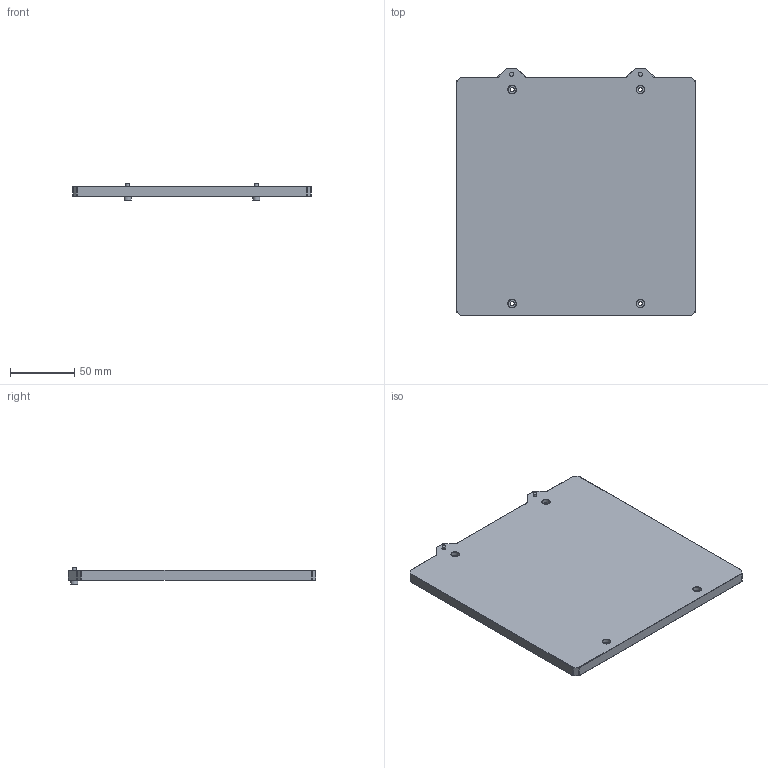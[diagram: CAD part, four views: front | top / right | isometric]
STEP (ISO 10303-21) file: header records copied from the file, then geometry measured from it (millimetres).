
FILE_DESCRIPTION(/* description */ (''),/* implementation_level */ '2;1');
FILE_NAME(/* name */ 'Micron+_Bed.step',/* time_stamp */ '2022-07-27T10:29:20-07:00',/* author */ (''),/* organization */ (''),/* preprocessor_version */ 'ST-DEVELOPER v19',/* originating_system */ 'Autodesk Translation Framework v11.7.0.108',/* authorisation */ '');
FILE_SCHEMA (('AUTOMOTIVE_DESIGN { 1 0 10303 214 3 1 1 }'));
Length unit declared in the file: millimetre
Products named in the file (3): AluminumBed; Bed; M3x6 SCHS
Assembly tree (3 placements, depth 2):
  AluminumBed
    Bed
    M3x6 SCHS  x2
Bounding box: 186 x 193.2 x 13 mm (x, y, z)
Volume: 277930.4 mm3; surface area: 76370.8 mm2
Topology: 3 solids, 3 shells, 224 faces, 536 edges, 326 vertices
Faces by surface type: cylinder 94, plane 74, cone 52, bspline 4
Full cylindrical faces by diameter (mm): 2.529 x16, 3 x2, 3.086 x8, 3.2 x4, 5.5 x2, 6.2 x4
Entity records: 10043 total; most frequent: CARTESIAN_POINT 5383, ORIENTED_EDGE 1002, DIRECTION 858, EDGE_CURVE 501, VERTEX_POINT 307, AXIS2_PLACEMENT_3D 307, LINE 244, VECTOR 244
